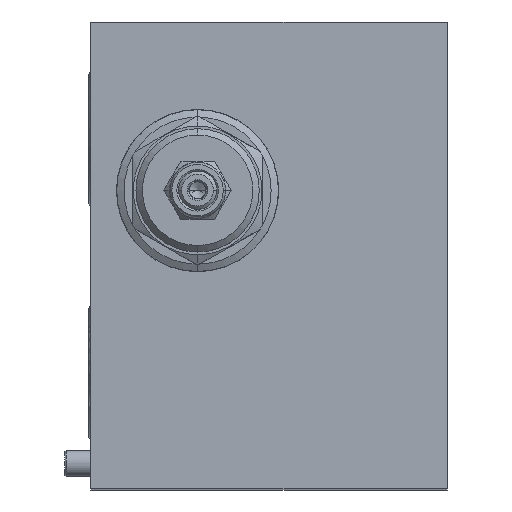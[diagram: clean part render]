
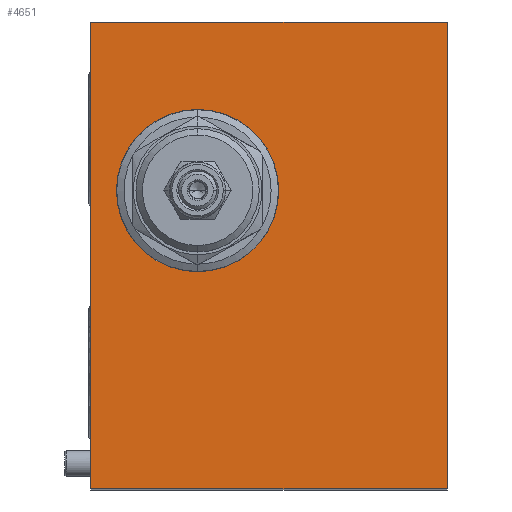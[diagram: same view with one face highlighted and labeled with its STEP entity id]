
A CAD part, top view. The second image highlights one B-rep face of the part: STEP entity #4651.
In plain terms, the highlighted planar face has unit normal (0, 0, 1).
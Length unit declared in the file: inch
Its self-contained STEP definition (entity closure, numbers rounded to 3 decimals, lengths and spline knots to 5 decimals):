
#617=DIRECTION('',(0.,-1.,0.));
#618=VECTOR('',#617,4.5);
#619=CARTESIAN_POINT('',(0.,0.,5.938));
#620=LINE('',#619,#618);
#621=DIRECTION('',(-1.,0.,0.));
#622=VECTOR('',#621,3.438);
#623=CARTESIAN_POINT('',(3.438,0.,5.938));
#624=LINE('',#623,#622);
#625=DIRECTION('',(0.,1.,0.));
#626=VECTOR('',#625,4.5);
#627=CARTESIAN_POINT('',(3.438,-4.5,5.938));
#628=LINE('',#627,#626);
#629=DIRECTION('',(1.,0.,0.));
#630=VECTOR('',#629,3.438);
#631=CARTESIAN_POINT('',(0.,-4.5,5.938));
#632=LINE('',#631,#630);
#633=CARTESIAN_POINT('',(1.031,-1.625,5.938));
#634=DIRECTION('',(0.,0.,-1.));
#635=DIRECTION('',(-1.,0.,0.));
#636=AXIS2_PLACEMENT_3D('',#633,#634,#635);
#638=CARTESIAN_POINT('',(1.031,-1.625,5.938));
#639=DIRECTION('',(0.,0.,-1.));
#640=DIRECTION('',(1.,0.,0.));
#641=AXIS2_PLACEMENT_3D('',#638,#639,#640);
#3866=CARTESIAN_POINT('',(0.,0.,5.938));
#3867=CARTESIAN_POINT('',(0.,-4.5,5.938));
#3868=VERTEX_POINT('',#3866);
#3869=VERTEX_POINT('',#3867);
#3870=CARTESIAN_POINT('',(3.438,-4.5,5.938));
#3871=VERTEX_POINT('',#3870);
#3872=CARTESIAN_POINT('',(3.438,0.,5.938));
#3873=VERTEX_POINT('',#3872);
#3914=CARTESIAN_POINT('',(0.249,-1.625,5.938));
#3915=CARTESIAN_POINT('',(1.813,-1.625,5.938));
#3916=VERTEX_POINT('',#3914);
#3917=VERTEX_POINT('',#3915);
#4634=CARTESIAN_POINT('',(0.,0.,5.938));
#4635=DIRECTION('',(0.,0.,1.));
#4636=DIRECTION('',(1.,0.,0.));
#4637=AXIS2_PLACEMENT_3D('',#4634,#4635,#4636);
#4638=PLANE('',#4637);
#4639=ORIENTED_EDGE('',*,*,#4418,.F.);
#4640=ORIENTED_EDGE('',*,*,#4517,.F.);
#4641=ORIENTED_EDGE('',*,*,#4531,.F.);
#4642=ORIENTED_EDGE('',*,*,#4628,.F.);
#4643=EDGE_LOOP('',(#4639,#4640,#4641,#4642));
#4644=FACE_OUTER_BOUND('',#4643,.F.);
#4646=ORIENTED_EDGE('',*,*,#4645,.F.);
#4648=ORIENTED_EDGE('',*,*,#4647,.F.);
#4649=EDGE_LOOP('',(#4646,#4648));
#4650=FACE_BOUND('',#4649,.F.);
#4651=ADVANCED_FACE('',(#4644,#4650),#4638,.T.);
#637=CIRCLE('',#636,0.782);
#642=CIRCLE('',#641,0.782);
#4418=EDGE_CURVE('',#3868,#3869,#620,.T.);
#4517=EDGE_CURVE('',#3873,#3868,#624,.T.);
#4531=EDGE_CURVE('',#3871,#3873,#628,.T.);
#4628=EDGE_CURVE('',#3869,#3871,#632,.T.);
#4645=EDGE_CURVE('',#3916,#3917,#637,.T.);
#4647=EDGE_CURVE('',#3917,#3916,#642,.T.);
